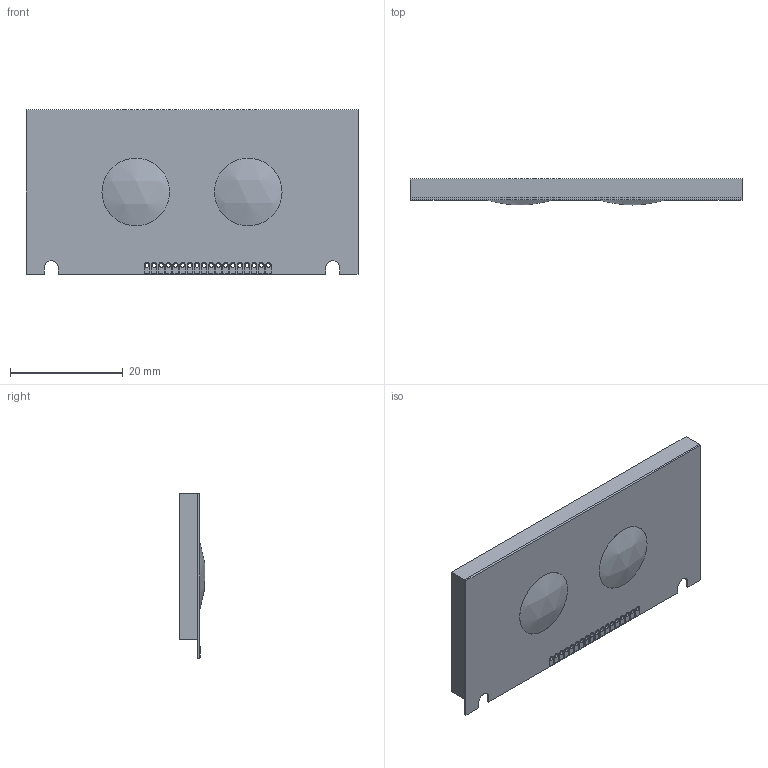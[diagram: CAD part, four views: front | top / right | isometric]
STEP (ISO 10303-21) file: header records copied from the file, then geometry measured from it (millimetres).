
FILE_DESCRIPTION (( 'STEP AP214' ), '1' );
FILE_NAME ('User Library-WG12232.2.STEP', '2011-05-13T16:22:36', ( 'sysAdmin' ), ( 'SolidWorks' ), 'SwSTEP 2.0', 'SolidWorks 2011', '' );
FILE_SCHEMA (( 'AUTOMOTIVE_DESIGN' ));
Length unit declared in the file: millimetre
Products named in the file (1): User Library-WG12232.2
Bounding box: 59 x 4.6 x 29.3 mm (x, y, z)
Volume: 5864.7 mm3; surface area: 10335.3 mm2
Topology: 4 solids, 4 shells, 278 faces, 696 edges, 464 vertices
Faces by surface type: plane 178, cylinder 98, sphere 2
Entity records: 11511 total; most frequent: DIRECTION 1450, CARTESIAN_POINT 1439, ORIENTED_EDGE 1392, EDGE_CURVE 696, VECTOR 500, LINE 500, AXIS2_PLACEMENT_3D 475, VERTEX_POINT 464
